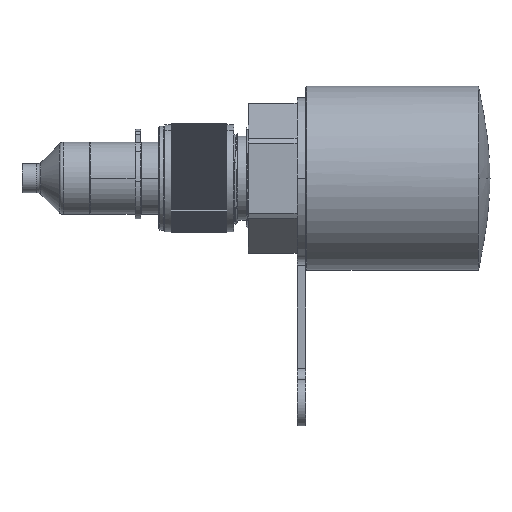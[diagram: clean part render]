
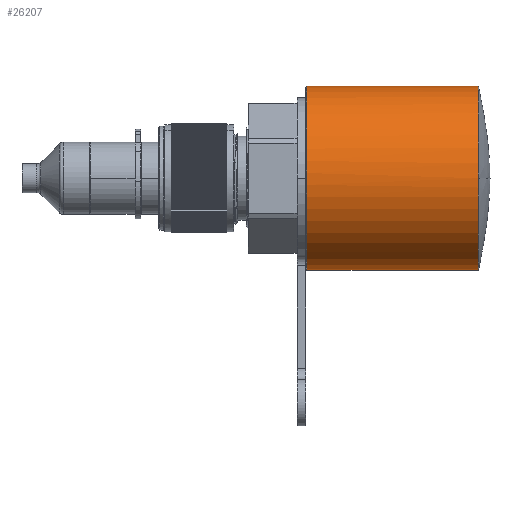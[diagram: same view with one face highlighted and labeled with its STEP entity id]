
A CAD part, left-side view. The second image highlights one B-rep face of the part: STEP entity #26207.
In plain terms, the highlighted free-form (B-spline) face has degree [2, 1] with [5, 2] control points.
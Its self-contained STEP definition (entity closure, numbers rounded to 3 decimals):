
#25985 = VERTEX_POINT('',#25986);
#25986 = CARTESIAN_POINT('',(-76.894,-27.349,
    36.522));
#25992 = EDGE_CURVE('',#25985,#25993,#25995,.T.);
#25993 = VERTEX_POINT('',#25994);
#25994 = CARTESIAN_POINT('',(-99.164,-27.349,
    58.792));
#25995 = ( BOUNDED_CURVE() B_SPLINE_CURVE(2,(#25996,#25997,#25998),
.UNSPECIFIED.,.F.,.F.) B_SPLINE_CURVE_WITH_KNOTS((3,3),(0.,
1.571),.PIECEWISE_BEZIER_KNOTS.) CURVE() 
GEOMETRIC_REPRESENTATION_ITEM() RATIONAL_B_SPLINE_CURVE((1.,
0.707,1.)) REPRESENTATION_ITEM('') );
#25996 = CARTESIAN_POINT('',(-76.894,-27.349,
    36.522));
#25997 = CARTESIAN_POINT('',(-99.164,-27.349,
    36.522));
#25998 = CARTESIAN_POINT('',(-99.164,-27.349,
    58.792));
#26176 = VERTEX_POINT('',#26177);
#26177 = CARTESIAN_POINT('',(-76.894,14.128,
    36.522));
#26182 = EDGE_CURVE('',#26176,#26183,#26185,.T.);
#26183 = VERTEX_POINT('',#26184);
#26184 = CARTESIAN_POINT('',(-76.894,14.128,
    81.061));
#26185 = ( BOUNDED_CURVE() B_SPLINE_CURVE(2,(#26186,#26187,#26188,#26189
,#26190),.UNSPECIFIED.,.F.,.F.) B_SPLINE_CURVE_WITH_KNOTS((3,2,3),(0.,
1.571,3.142),.PIECEWISE_BEZIER_KNOTS.) CURVE() 
GEOMETRIC_REPRESENTATION_ITEM() RATIONAL_B_SPLINE_CURVE((1.,
0.707,1.,0.707,1.)) REPRESENTATION_ITEM('') );
#26186 = CARTESIAN_POINT('',(-76.894,14.128,
    36.522));
#26187 = CARTESIAN_POINT('',(-99.164,14.128,
    36.522));
#26188 = CARTESIAN_POINT('',(-99.164,14.128,
    58.792));
#26189 = CARTESIAN_POINT('',(-99.164,14.128,
    81.061));
#26190 = CARTESIAN_POINT('',(-76.894,14.128,
    81.061));
#26207 = ADVANCED_FACE('',(#26208),#26230,.T.);
#26208 = FACE_BOUND('',#26209,.T.);
#26209 = EDGE_LOOP('',(#26210,#26211,#26219,#26224,#26225));
#26210 = ORIENTED_EDGE('',*,*,#25992,.T.);
#26211 = ORIENTED_EDGE('',*,*,#26212,.T.);
#26212 = EDGE_CURVE('',#25993,#26213,#26215,.T.);
#26213 = VERTEX_POINT('',#26214);
#26214 = CARTESIAN_POINT('',(-76.894,-27.349,
    81.061));
#26215 = ( BOUNDED_CURVE() B_SPLINE_CURVE(2,(#26216,#26217,#26218),
.UNSPECIFIED.,.F.,.F.) B_SPLINE_CURVE_WITH_KNOTS((3,3),(1.571,
3.142),.PIECEWISE_BEZIER_KNOTS.) CURVE() 
GEOMETRIC_REPRESENTATION_ITEM() RATIONAL_B_SPLINE_CURVE((1.,
0.707,1.)) REPRESENTATION_ITEM('') );
#26216 = CARTESIAN_POINT('',(-99.164,-27.349,
    58.792));
#26217 = CARTESIAN_POINT('',(-99.164,-27.349,
    81.061));
#26218 = CARTESIAN_POINT('',(-76.894,-27.349,
    81.061));
#26219 = ORIENTED_EDGE('',*,*,#26220,.T.);
#26220 = EDGE_CURVE('',#26213,#26183,#26221,.T.);
#26221 = B_SPLINE_CURVE_WITH_KNOTS('',1,(#26222,#26223),.UNSPECIFIED.,
  .F.,.F.,(2,2),(-30.,-0.2),.PIECEWISE_BEZIER_KNOTS.);
#26222 = CARTESIAN_POINT('',(-76.894,-27.349,
    81.061));
#26223 = CARTESIAN_POINT('',(-76.894,14.128,
    81.061));
#26224 = ORIENTED_EDGE('',*,*,#26182,.F.);
#26225 = ORIENTED_EDGE('',*,*,#26226,.F.);
#26226 = EDGE_CURVE('',#25985,#26176,#26227,.T.);
#26227 = B_SPLINE_CURVE_WITH_KNOTS('',1,(#26228,#26229),.UNSPECIFIED.,
  .F.,.F.,(2,2),(-30.,-0.2),.PIECEWISE_BEZIER_KNOTS.);
#26228 = CARTESIAN_POINT('',(-76.894,-27.349,
    36.522));
#26229 = CARTESIAN_POINT('',(-76.894,14.128,
    36.522));
#26230 = ( BOUNDED_SURFACE() B_SPLINE_SURFACE(2,1,(
    (#26231,#26232)
    ,(#26233,#26234)
    ,(#26235,#26236)
    ,(#26237,#26238)
    ,(#26239,#26240
)),.UNSPECIFIED.,.F.,.F.,.F.) B_SPLINE_SURFACE_WITH_KNOTS((3,2,3),(2,2),
  (0.,1.571,3.142),(-30.,-0.2),
.PIECEWISE_BEZIER_KNOTS.) GEOMETRIC_REPRESENTATION_ITEM() 
RATIONAL_B_SPLINE_SURFACE((
    (1.,1.)
    ,(0.707,0.707)
    ,(1.,1.)
    ,(0.707,0.707)
,(1.,1.))) REPRESENTATION_ITEM('') SURFACE() );
#26231 = CARTESIAN_POINT('',(-76.894,-27.349,
    36.522));
#26232 = CARTESIAN_POINT('',(-76.894,14.128,
    36.522));
#26233 = CARTESIAN_POINT('',(-99.164,-27.349,
    36.522));
#26234 = CARTESIAN_POINT('',(-99.164,14.128,
    36.522));
#26235 = CARTESIAN_POINT('',(-99.164,-27.349,
    58.792));
#26236 = CARTESIAN_POINT('',(-99.164,14.128,
    58.792));
#26237 = CARTESIAN_POINT('',(-99.164,-27.349,
    81.061));
#26238 = CARTESIAN_POINT('',(-99.164,14.128,
    81.061));
#26239 = CARTESIAN_POINT('',(-76.894,-27.349,
    81.061));
#26240 = CARTESIAN_POINT('',(-76.894,14.128,
    81.061));
